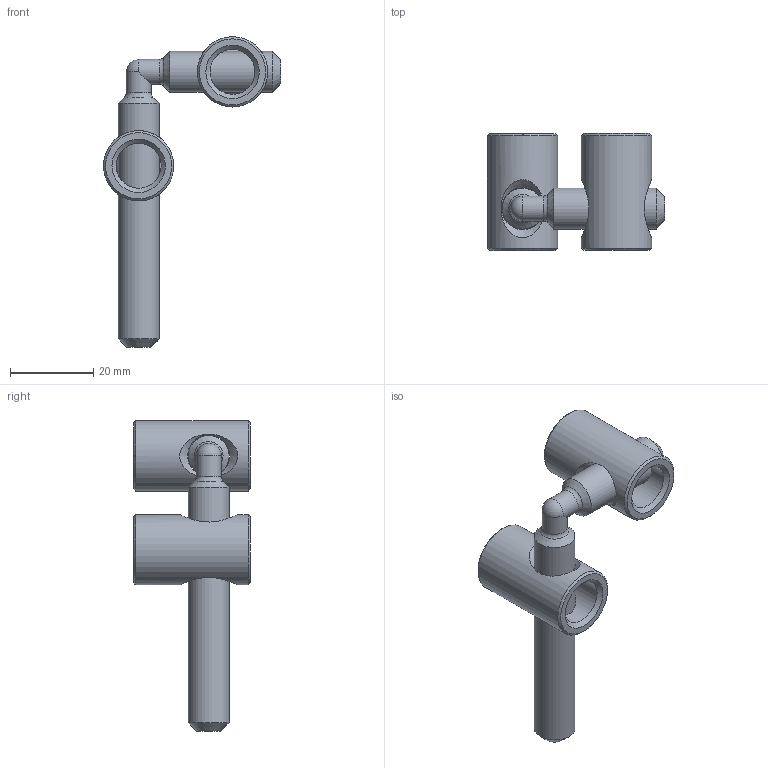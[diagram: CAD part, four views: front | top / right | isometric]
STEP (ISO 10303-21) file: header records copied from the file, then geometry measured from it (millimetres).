
FILE_DESCRIPTION(('STEP AP203'),'1');
FILE_NAME('FIXE10B1264.stp','2023-10-17T15:11:11',(' '),(' '),'Spatial InterOp 3D',' ',' ');
FILE_SCHEMA(('CONFIG_CONTROL_DESIGN'));
Length unit declared in the file: millimetre
Products named in the file (4): Fixation centrale 10 angulaire pliable double bout à bout; Vis douille 10; Douille axe 10; Axe - bout à bout
Assembly tree (5 placements, depth 2):
  Fixation centrale 10 angulaire pliable double bout à bout
    Vis douille 10  x2
    Douille axe 10  x2
    Axe - bout à bout
Bounding box: 42.42 x 28 x 74.42 mm (x, y, z)
Volume: 14993.7 mm3; surface area: 9500.5 mm2
Topology: 5 solids, 5 shells, 81 faces, 220 edges, 142 vertices
Faces by surface type: plane 38, cone 24, cylinder 16, torus 2, sphere 1
Full cylindrical faces by diameter (mm): 6 x2, 9.8 x2, 10.05 x4, 10.79 x2, 10.8 x2, 12 x2, 16.85 x2
Entity records: 2373 total; most frequent: CARTESIAN_POINT 547, DIRECTION 209, ORIENTED_EDGE 162, PROPERTY_DEFINITION_REPRESENTATION 110, GENERAL_PROPERTY_ASSOCIATION 110, PROPERTY_DEFINITION 110, REPRESENTATION 110, GENERAL_PROPERTY 110
